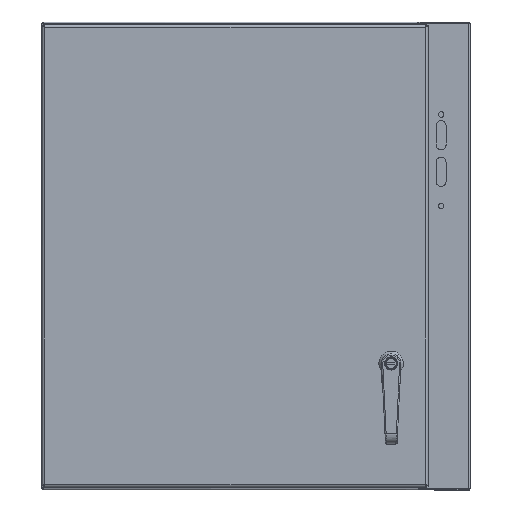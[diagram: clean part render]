
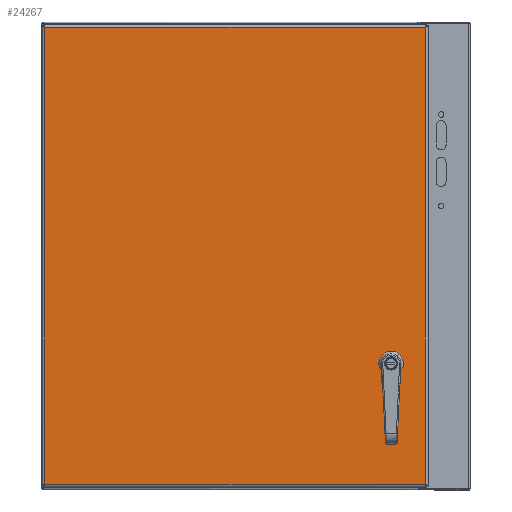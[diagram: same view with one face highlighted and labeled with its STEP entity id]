
A CAD part, top view. The second image highlights one B-rep face of the part: STEP entity #24267.
In plain terms, the highlighted face is planar.
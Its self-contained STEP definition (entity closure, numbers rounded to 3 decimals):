
#1463=FACE_BOUND('',#6031,.T.);
#2402=CIRCLE('',#26537,0.453);
#2404=CIRCLE('',#26541,0.453);
#2406=CIRCLE('',#26545,0.453);
#2408=CIRCLE('',#26549,0.453);
#4288=FACE_OUTER_BOUND('',#6030,.T.);
#6030=EDGE_LOOP('',(#20450,#20451,#20452,#20453));
#6031=EDGE_LOOP('',(#20454,#20455,#20456,#20457,#20458,#20459,#20460,#20461));
#7761=LINE('',#49785,#9498);
#7765=LINE('',#49797,#9502);
#7769=LINE('',#49809,#9506);
#7773=LINE('',#49819,#9510);
#7774=LINE('',#49830,#9511);
#7782=LINE('',#49916,#9519);
#7797=LINE('',#50016,#9534);
#7812=LINE('',#50115,#9549);
#9498=VECTOR('',#32236,0.425);
#9502=VECTOR('',#32248,0.425);
#9506=VECTOR('',#32260,0.425);
#9510=VECTOR('',#32272,0.425);
#9511=VECTOR('',#32275,23.445);
#9519=VECTOR('',#32291,19.507);
#9534=VECTOR('',#32320,23.445);
#9549=VECTOR('',#32349,19.507);
#11552=VERTEX_POINT('',#49776);
#11553=VERTEX_POINT('',#49778);
#11555=VERTEX_POINT('',#49784);
#11557=VERTEX_POINT('',#49790);
#11559=VERTEX_POINT('',#49796);
#11561=VERTEX_POINT('',#49802);
#11563=VERTEX_POINT('',#49808);
#11565=VERTEX_POINT('',#49814);
#11566=VERTEX_POINT('',#49821);
#11567=VERTEX_POINT('',#49829);
#11573=VERTEX_POINT('',#49908);
#11583=VERTEX_POINT('',#50008);
#14566=EDGE_CURVE('',#11553,#11552,#2402,.T.);
#14569=EDGE_CURVE('',#11555,#11553,#7761,.T.);
#14572=EDGE_CURVE('',#11557,#11555,#2404,.T.);
#14575=EDGE_CURVE('',#11559,#11557,#7765,.T.);
#14578=EDGE_CURVE('',#11561,#11559,#2406,.T.);
#14581=EDGE_CURVE('',#11563,#11561,#7769,.T.);
#14584=EDGE_CURVE('',#11565,#11563,#2408,.T.);
#14587=EDGE_CURVE('',#11552,#11565,#7773,.T.);
#14589=EDGE_CURVE('',#11567,#11566,#7774,.T.);
#14601=EDGE_CURVE('',#11566,#11573,#7782,.T.);
#14620=EDGE_CURVE('',#11573,#11583,#7797,.T.);
#14639=EDGE_CURVE('',#11583,#11567,#7812,.T.);
#20450=ORIENTED_EDGE('',*,*,#14589,.T.);
#20451=ORIENTED_EDGE('',*,*,#14601,.T.);
#20452=ORIENTED_EDGE('',*,*,#14620,.T.);
#20453=ORIENTED_EDGE('',*,*,#14639,.T.);
#20454=ORIENTED_EDGE('',*,*,#14566,.T.);
#20455=ORIENTED_EDGE('',*,*,#14587,.T.);
#20456=ORIENTED_EDGE('',*,*,#14584,.T.);
#20457=ORIENTED_EDGE('',*,*,#14581,.T.);
#20458=ORIENTED_EDGE('',*,*,#14578,.T.);
#20459=ORIENTED_EDGE('',*,*,#14575,.T.);
#20460=ORIENTED_EDGE('',*,*,#14572,.T.);
#20461=ORIENTED_EDGE('',*,*,#14569,.T.);
#22559=PLANE('',#26576);
#24267=ADVANCED_FACE('',(#4288,#1463),#22559,.F.);
#26537=AXIS2_PLACEMENT_3D('',#49779,#32230,#32231);
#26541=AXIS2_PLACEMENT_3D('',#49791,#32242,#32243);
#26545=AXIS2_PLACEMENT_3D('',#49803,#32254,#32255);
#26549=AXIS2_PLACEMENT_3D('',#49815,#32266,#32267);
#26576=AXIS2_PLACEMENT_3D('',#50201,#32374,#32375);
#32230=DIRECTION('center_axis',(0.,0.,1.));
#32231=DIRECTION('ref_axis',(-0.469,-0.883,0.));
#32236=DIRECTION('',(0.,1.,0.));
#32242=DIRECTION('center_axis',(0.,0.,1.));
#32243=DIRECTION('ref_axis',(-0.883,0.469,0.));
#32248=DIRECTION('',(1.,0.,0.));
#32254=DIRECTION('center_axis',(0.,0.,1.));
#32255=DIRECTION('ref_axis',(0.469,0.883,0.));
#32260=DIRECTION('',(0.,-1.,0.));
#32266=DIRECTION('center_axis',(0.,0.,1.));
#32267=DIRECTION('ref_axis',(0.883,-0.469,0.));
#32272=DIRECTION('',(-1.,0.,0.));
#32275=DIRECTION('',(0.,-1.,0.));
#32291=DIRECTION('',(-1.,0.,0.));
#32320=DIRECTION('',(0.,1.,0.));
#32349=DIRECTION('',(1.,0.,0.));
#32374=DIRECTION('center_axis',(0.,0.,1.));
#32375=DIRECTION('ref_axis',(1.,0.,0.));
#49776=CARTESIAN_POINT('',(2.113,6.745,0.));
#49778=CARTESIAN_POINT('',(2.3,6.558,0.));
#49779=CARTESIAN_POINT('Origin',(1.9,6.345,0.));
#49784=CARTESIAN_POINT('',(2.3,6.132,0.));
#49785=CARTESIAN_POINT('',(2.3,9.216,0.));
#49790=CARTESIAN_POINT('',(2.113,5.945,0.));
#49791=CARTESIAN_POINT('Origin',(1.9,6.345,0.));
#49796=CARTESIAN_POINT('',(1.687,5.945,0.));
#49797=CARTESIAN_POINT('',(6.009,5.945,0.));
#49802=CARTESIAN_POINT('',(1.5,6.132,0.));
#49803=CARTESIAN_POINT('Origin',(1.9,6.345,0.));
#49808=CARTESIAN_POINT('',(1.5,6.558,0.));
#49809=CARTESIAN_POINT('',(1.5,9.004,0.));
#49814=CARTESIAN_POINT('',(1.687,6.745,0.));
#49815=CARTESIAN_POINT('Origin',(1.9,6.345,0.));
#49819=CARTESIAN_POINT('',(5.797,6.745,0.));
#49821=CARTESIAN_POINT('',(19.66,0.153,0.));
#49829=CARTESIAN_POINT('',(19.66,23.597,0.));
#49830=CARTESIAN_POINT('',(19.66,17.736,0.));
#49908=CARTESIAN_POINT('',(0.153,0.153,0.));
#49916=CARTESIAN_POINT('',(14.783,0.153,0.));
#50008=CARTESIAN_POINT('',(0.153,23.597,0.));
#50016=CARTESIAN_POINT('',(0.153,6.014,0.));
#50115=CARTESIAN_POINT('',(5.029,23.597,0.));
#50201=CARTESIAN_POINT('Origin',(9.906,11.875,0.));
